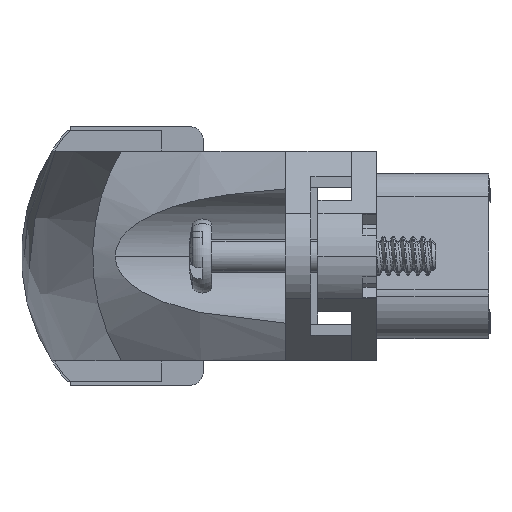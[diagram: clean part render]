
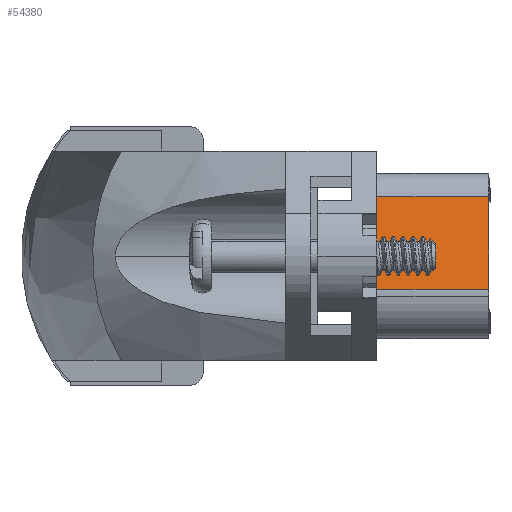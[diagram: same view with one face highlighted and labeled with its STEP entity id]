
A CAD part, left-side view. The second image highlights one B-rep face of the part: STEP entity #54380.
In plain terms, the highlighted face is planar.
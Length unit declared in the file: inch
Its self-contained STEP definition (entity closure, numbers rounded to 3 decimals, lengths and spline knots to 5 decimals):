
#2805 = EDGE_CURVE ( 'NONE', #39397, #47926, #10194, .T. ) ;
#2881 = EDGE_CURVE ( 'NONE', #39510, #47932, #10277, .T. ) ;
#3375 = EDGE_CURVE ( 'NONE', #47926, #47932, #11815, .T. ) ;
#4717 = EDGE_CURVE ( 'NONE', #39397, #39510, #30696, .T. ) ;
#6516 = FACE_OUTER_BOUND ( 'NONE', #29516, .T. ) ;
#9012 = DIRECTION ( 'NONE',  ( 0., 0., 1. ) ) ;
#9014 = CARTESIAN_POINT ( 'NONE',  ( 1.21402, -0.16722, -0.31496 ) ) ;
#10194 = LINE ( 'NONE', #49114, #10206 ) ;
#10206 = VECTOR ( 'NONE', #49117, 39.37008 ) ;
#10277 = LINE ( 'NONE', #48844, #10283 ) ;
#10283 = VECTOR ( 'NONE', #48847, 39.37008 ) ;
#10801 = CARTESIAN_POINT ( 'NONE',  ( 1.21402, -0.16722, -0.31496 ) ) ;
#11106 = CARTESIAN_POINT ( 'NONE',  ( 1.21402, -0.16722, 0. ) ) ;
#11815 = LINE ( 'NONE', #39284, #11823 ) ;
#11823 = VECTOR ( 'NONE', #39283, 39.37008 ) ;
#16641 = CARTESIAN_POINT ( 'NONE',  ( 1.26002, 0.09366, -0.31496 ) ) ;
#16647 = CARTESIAN_POINT ( 'NONE',  ( 1.26002, 0.09366, 0. ) ) ;
#29516 = EDGE_LOOP ( 'NONE', ( #50345, #50346, #50347, #50334 ) ) ;
#30696 = LINE ( 'NONE', #9014, #30699 ) ;
#30699 = VECTOR ( 'NONE', #9012, 39.37008 ) ;
#39283 = DIRECTION ( 'NONE',  ( 0., 0., 1. ) ) ;
#39284 = CARTESIAN_POINT ( 'NONE',  ( 1.26002, 0.09366, -0.31496 ) ) ;
#39397 = VERTEX_POINT ( 'NONE', #10801 ) ;
#39510 = VERTEX_POINT ( 'NONE', #11106 ) ;
#44814 = AXIS2_PLACEMENT_3D ( 'NONE', #52790, #52791, #52792 ) ;
#47926 = VERTEX_POINT ( 'NONE', #16641 ) ;
#47932 = VERTEX_POINT ( 'NONE', #16647 ) ;
#48844 = CARTESIAN_POINT ( 'NONE',  ( 1.26002, 0.09366, 0. ) ) ;
#48847 = DIRECTION ( 'NONE',  ( 0.174, 0.985, 0. ) ) ;
#49114 = CARTESIAN_POINT ( 'NONE',  ( 1.26002, 0.09366, -0.31496 ) ) ;
#49117 = DIRECTION ( 'NONE',  ( 0.174, 0.985, 0. ) ) ;
#50334 = ORIENTED_EDGE ( 'NONE', *, *, #3375, .T. ) ;
#50345 = ORIENTED_EDGE ( 'NONE', *, *, #2881, .F. ) ;
#50346 = ORIENTED_EDGE ( 'NONE', *, *, #4717, .F. ) ;
#50347 = ORIENTED_EDGE ( 'NONE', *, *, #2805, .T. ) ;
#52787 = PLANE ( 'NONE',  #44814 ) ;
#52790 = CARTESIAN_POINT ( 'NONE',  ( 1.26002, 0.09366, -0.31496 ) ) ;
#52791 = DIRECTION ( 'NONE',  ( 0.985, -0.174, 0. ) ) ;
#52792 = DIRECTION ( 'NONE',  ( 0.174, 0.985, 0. ) ) ;
#54380 = ADVANCED_FACE ( 'NONE', ( #6516 ), #52787, .T. ) ;
